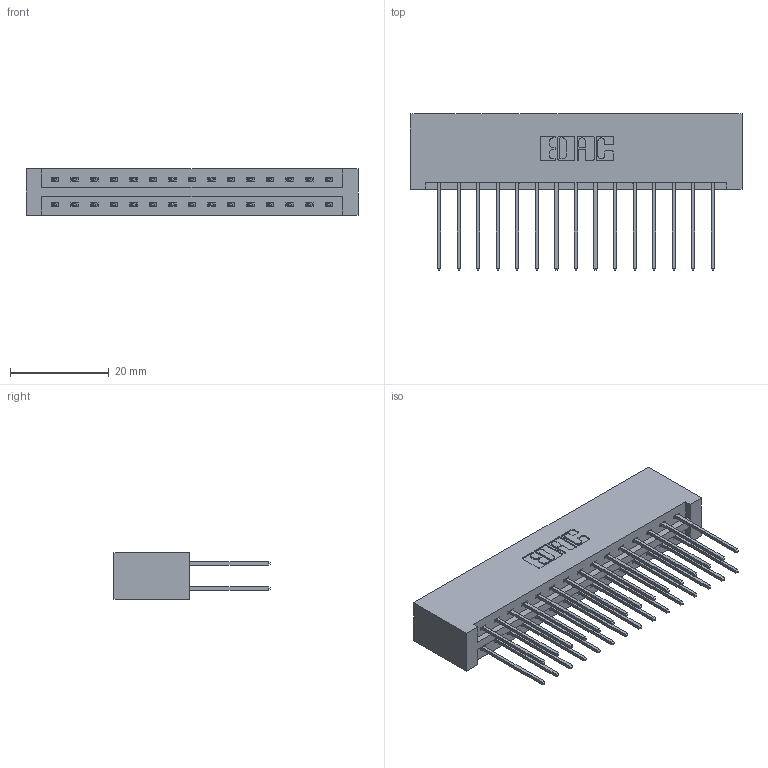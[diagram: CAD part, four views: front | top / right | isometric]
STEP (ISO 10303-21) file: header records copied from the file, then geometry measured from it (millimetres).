
FILE_DESCRIPTION (( 'STEP AP203' ), '1' );
FILE_NAME ('337-030-542-201.STEP', '2019-10-08T18:47:18', ( '' ), ( '' ), 'SwSTEP 2.0', 'SolidWorks 2016', '' );
FILE_SCHEMA (( 'CONFIG_CONTROL_DESIGN' ));
Length unit declared in the file: inch
Products named in the file (3): 337-030-542-201; 345-292-001_345-293-142; 337 Part_No Mounting Lugs
Assembly tree (31 placements, depth 2):
  337-030-542-201
    337 Part_No Mounting Lugs
    345-292-001_345-293-142  x30
Bounding box: 67.31 x 31.63 x 9.4 mm (x, y, z)
Volume: 7634.9 mm3; surface area: 9122.2 mm2
Topology: 31 solids, 31 shells, 1726 faces, 5117 edges, 3370 vertices
Faces by surface type: plane 1206, cylinder 520
Entity records: 14863 total; most frequent: CARTESIAN_POINT 2526, ORIENTED_EDGE 2462, DIRECTION 2191, EDGE_CURVE 1231, LINE 1111, VECTOR 1111, VERTEX_POINT 818, AXIS2_PLACEMENT_3D 540
